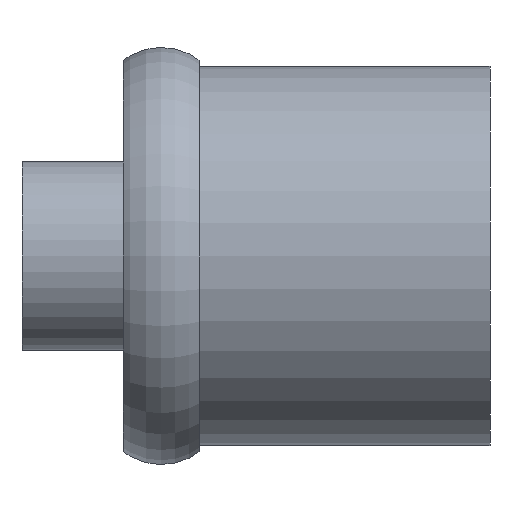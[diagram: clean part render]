
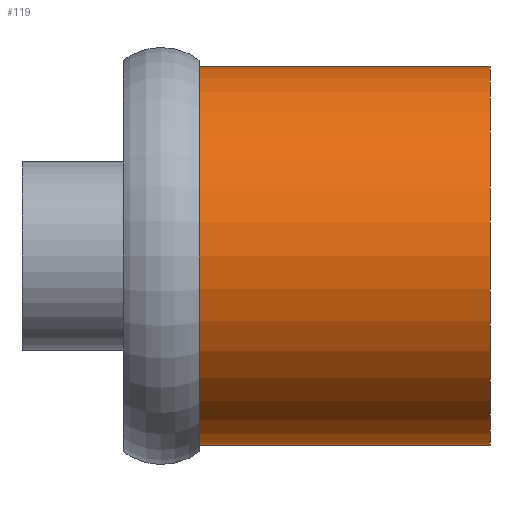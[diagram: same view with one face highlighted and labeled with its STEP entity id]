
A CAD part, left-side view. The second image highlights one B-rep face of the part: STEP entity #119.
In plain terms, the highlighted cylindrical face has radius 15 mm (diameter 30 mm), a full revolution.
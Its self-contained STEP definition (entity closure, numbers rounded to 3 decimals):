
#100=CYLINDRICAL_SURFACE('',#270,15.);
#104=FACE_BOUND('',#143,.T.);
#105=FACE_BOUND('',#144,.T.);
#119=ADVANCED_FACE('',(#104,#105),#100,.T.);
#143=EDGE_LOOP('',(#178));
#144=EDGE_LOOP('',(#179));
#161=CIRCLE('',#267,15.);
#162=CIRCLE('',#269,15.);
#178=ORIENTED_EDGE('',*,*,#235,.F.);
#179=ORIENTED_EDGE('',*,*,#236,.T.);
#217=VERTEX_POINT('',#352);
#218=VERTEX_POINT('',#355);
#235=EDGE_CURVE('',#217,#217,#161,.T.);
#236=EDGE_CURVE('',#218,#218,#162,.T.);
#267=AXIS2_PLACEMENT_3D('',#351,#298,#299);
#269=AXIS2_PLACEMENT_3D('',#354,#302,#303);
#270=AXIS2_PLACEMENT_3D('',#356,#304,#305);
#298=DIRECTION('',(0.,-1.,0.));
#299=DIRECTION('',(0.,0.,-1.));
#302=DIRECTION('',(0.,-1.,0.));
#303=DIRECTION('',(0.,0.,-1.));
#304=DIRECTION('',(0.,-1.,0.));
#305=DIRECTION('',(0.,0.,-1.));
#351=CARTESIAN_POINT('',(113.5,29.,0.));
#352=CARTESIAN_POINT('',(113.5,29.,-15.));
#354=CARTESIAN_POINT('',(113.5,52.,0.));
#355=CARTESIAN_POINT('',(113.5,52.,-15.));
#356=CARTESIAN_POINT('',(113.5,16.5,0.));
